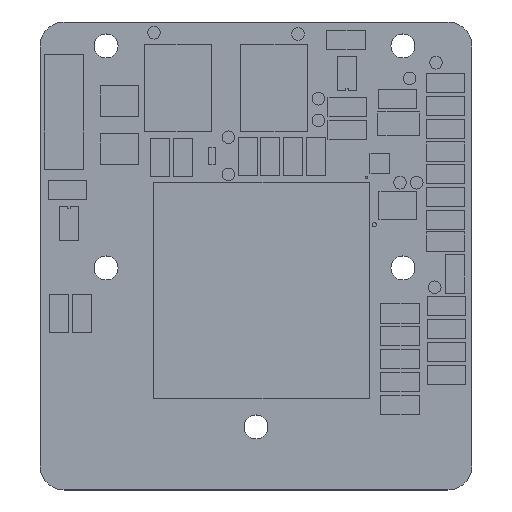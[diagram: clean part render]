
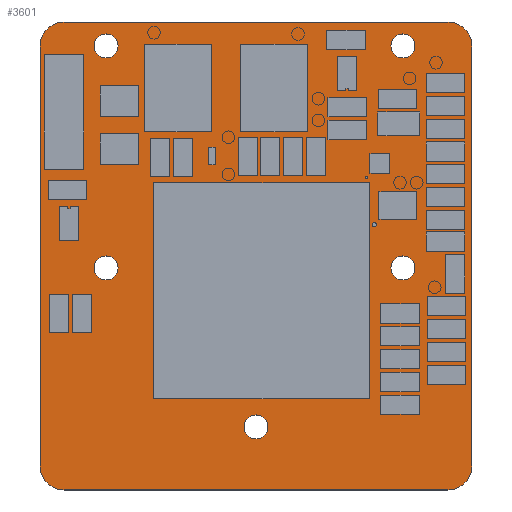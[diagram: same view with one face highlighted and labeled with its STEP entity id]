
A CAD part, top view. The second image highlights one B-rep face of the part: STEP entity #3601.
In plain terms, the highlighted planar face has unit normal (0, 0, 1).
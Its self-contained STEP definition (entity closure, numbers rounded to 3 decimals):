
#3601=ADVANCED_FACE('',(#5935,#5936,#5937,#5938,#5939,#5940),#5941,.T.);
#5935=FACE_BOUND('',#7953,.T.);
#5936=FACE_BOUND('',#7954,.T.);
#5937=FACE_BOUND('',#7955,.T.);
#5938=FACE_BOUND('',#7956,.T.);
#5939=FACE_BOUND('',#7957,.T.);
#5940=FACE_OUTER_BOUND('',#7958,.T.);
#5941=PLANE('',#7959);
#7953=EDGE_LOOP('',(#9165));
#7954=EDGE_LOOP('',(#9166));
#7955=EDGE_LOOP('',(#9167));
#7956=EDGE_LOOP('',(#9168));
#7957=EDGE_LOOP('',(#9169));
#7958=EDGE_LOOP('',(#9170,#9171,#9172,#9173,#9174,#9175,#9176,#9177));
#7959=AXIS2_PLACEMENT_3D('',#9178,#9179,#9180);
#9165=ORIENTED_EDGE('',*,*,#12077,.T.);
#9166=ORIENTED_EDGE('',*,*,#12080,.T.);
#9167=ORIENTED_EDGE('',*,*,#12083,.T.);
#9168=ORIENTED_EDGE('',*,*,#12086,.T.);
#9169=ORIENTED_EDGE('',*,*,#12089,.T.);
#9170=ORIENTED_EDGE('',*,*,#12091,.T.);
#9171=ORIENTED_EDGE('',*,*,#12092,.T.);
#9172=ORIENTED_EDGE('',*,*,#12093,.T.);
#9173=ORIENTED_EDGE('',*,*,#12094,.T.);
#9174=ORIENTED_EDGE('',*,*,#12095,.T.);
#9175=ORIENTED_EDGE('',*,*,#12096,.T.);
#9176=ORIENTED_EDGE('',*,*,#12097,.T.);
#9177=ORIENTED_EDGE('',*,*,#12098,.T.);
#9178=CARTESIAN_POINT('',(12.5,-17.5,1.569));
#9179=DIRECTION('',(0.,0.,1.0));
#9180=DIRECTION('',(1.0,0.0,0.));
#12077=EDGE_CURVE('',#13191,#13191,#13192,.T.);
#12080=EDGE_CURVE('',#13196,#13196,#13197,.T.);
#12083=EDGE_CURVE('',#13201,#13201,#13202,.T.);
#12086=EDGE_CURVE('',#13206,#13206,#13207,.T.);
#12089=EDGE_CURVE('',#13211,#13211,#13212,.T.);
#12091=EDGE_CURVE('',#13214,#13215,#13216,.T.);
#12092=EDGE_CURVE('',#13215,#13217,#13218,.T.);
#12093=EDGE_CURVE('',#13217,#13219,#13220,.T.);
#12094=EDGE_CURVE('',#13219,#13221,#13222,.T.);
#12095=EDGE_CURVE('',#13221,#13223,#13224,.T.);
#12096=EDGE_CURVE('',#13223,#13225,#13226,.T.);
#12097=EDGE_CURVE('',#13225,#13227,#13228,.T.);
#12098=EDGE_CURVE('',#13227,#13214,#13229,.T.);
#13191=VERTEX_POINT('',#14780);
#13192=CIRCLE('',#14781,1.);
#13196=VERTEX_POINT('',#14785);
#13197=CIRCLE('',#14786,1.);
#13201=VERTEX_POINT('',#14790);
#13202=CIRCLE('',#14791,1.);
#13206=VERTEX_POINT('',#14795);
#13207=CIRCLE('',#14796,1.);
#13211=VERTEX_POINT('',#14800);
#13212=CIRCLE('',#14801,1.);
#13214=VERTEX_POINT('',#14803);
#13215=VERTEX_POINT('',#14804);
#13216=LINE('',#14805,#14806);
#13217=VERTEX_POINT('',#14807);
#13218=CIRCLE('',#14808,2.0);
#13219=VERTEX_POINT('',#14809);
#13220=LINE('',#14810,#14811);
#13221=VERTEX_POINT('',#14812);
#13222=CIRCLE('',#14813,2.0);
#13223=VERTEX_POINT('',#14814);
#13224=LINE('',#14815,#14816);
#13225=VERTEX_POINT('',#14817);
#13226=CIRCLE('',#14818,2.0);
#13227=VERTEX_POINT('',#14819);
#13228=LINE('',#14820,#14821);
#13229=CIRCLE('',#14822,2.0);
#14780=CARTESIAN_POINT('',(11.5,-31.75,1.569));
#14781=AXIS2_PLACEMENT_3D('',#17045,#17046,#17047);
#14785=CARTESIAN_POINT('',(-1.,0.,1.569));
#14786=AXIS2_PLACEMENT_3D('',#17051,#17052,#17053);
#14790=CARTESIAN_POINT('',(23.75,0.,1.569));
#14791=AXIS2_PLACEMENT_3D('',#17057,#17058,#17059);
#14795=CARTESIAN_POINT('',(23.75,-18.5,1.569));
#14796=AXIS2_PLACEMENT_3D('',#17063,#17064,#17065);
#14800=CARTESIAN_POINT('',(-1.,-18.5,1.569));
#14801=AXIS2_PLACEMENT_3D('',#17069,#17070,#17071);
#14803=CARTESIAN_POINT('',(-3.5,-37.0,1.569));
#14804=CARTESIAN_POINT('',(28.5,-37.0,1.569));
#14805=CARTESIAN_POINT('',(12.5,-37.0,1.569));
#14806=VECTOR('',#17072,1.0);
#14807=CARTESIAN_POINT('',(30.5,-35.0,1.569));
#14808=AXIS2_PLACEMENT_3D('',#17073,#17074,#17075);
#14809=CARTESIAN_POINT('',(30.5,0.,1.569));
#14810=CARTESIAN_POINT('',(30.5,-17.5,1.569));
#14811=VECTOR('',#17076,1.0);
#14812=CARTESIAN_POINT('',(28.5,2.0,1.569));
#14813=AXIS2_PLACEMENT_3D('',#17077,#17078,#17079);
#14814=CARTESIAN_POINT('',(-3.5,2.0,1.569));
#14815=CARTESIAN_POINT('',(12.5,2.0,1.569));
#14816=VECTOR('',#17080,1.0);
#14817=CARTESIAN_POINT('',(-5.5,0.,1.569));
#14818=AXIS2_PLACEMENT_3D('',#17081,#17082,#17083);
#14819=CARTESIAN_POINT('',(-5.5,-35.0,1.569));
#14820=CARTESIAN_POINT('',(-5.5,-17.5,1.569));
#14821=VECTOR('',#17084,1.0);
#14822=AXIS2_PLACEMENT_3D('',#17085,#17086,#17087);
#17045=CARTESIAN_POINT('',(12.5,-31.75,1.569));
#17046=DIRECTION('',(0.,0.,-1.0));
#17047=DIRECTION('',(1.,0.,0.));
#17051=CARTESIAN_POINT('',(0.0,0.0,1.569));
#17052=DIRECTION('',(0.,0.,-1.0));
#17053=DIRECTION('',(1.0,0.,0.));
#17057=CARTESIAN_POINT('',(24.75,0.,1.569));
#17058=DIRECTION('',(0.,0.,-1.0));
#17059=DIRECTION('',(1.,0.,0.));
#17063=CARTESIAN_POINT('',(24.75,-18.5,1.569));
#17064=DIRECTION('',(0.,0.,-1.0));
#17065=DIRECTION('',(1.,0.,0.));
#17069=CARTESIAN_POINT('',(0.0,-18.5,1.569));
#17070=DIRECTION('',(0.,0.,-1.0));
#17071=DIRECTION('',(1.0,0.,0.));
#17072=DIRECTION('',(1.0,0.0,0.0));
#17073=CARTESIAN_POINT('',(28.5,-35.0,1.569));
#17074=DIRECTION('',(0.0,0.0,1.0));
#17075=DIRECTION('',(0.0,-1.0,0.0));
#17076=DIRECTION('',(0.0,1.0,0.0));
#17077=CARTESIAN_POINT('',(28.5,0.,1.569));
#17078=DIRECTION('',(0.0,0.0,1.0));
#17079=DIRECTION('',(1.0,0.0,0.0));
#17080=DIRECTION('',(-1.0,0.0,0.0));
#17081=CARTESIAN_POINT('',(-3.5,0.,1.569));
#17082=DIRECTION('',(0.0,-0.0,1.0));
#17083=DIRECTION('',(0.0,1.0,0.0));
#17084=DIRECTION('',(0.0,-1.0,0.0));
#17085=CARTESIAN_POINT('',(-3.5,-35.0,1.569));
#17086=DIRECTION('',(0.0,0.0,1.0));
#17087=DIRECTION('',(-1.0,0.0,0.0));
